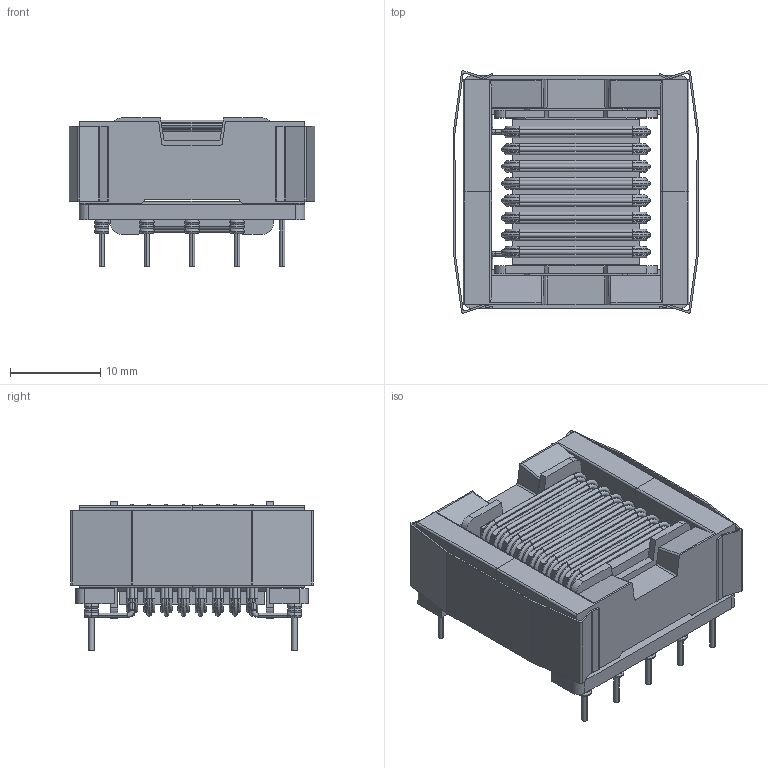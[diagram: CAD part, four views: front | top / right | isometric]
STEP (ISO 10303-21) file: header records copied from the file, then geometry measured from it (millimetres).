
FILE_DESCRIPTION((''),'2;1');
FILE_NAME('EDA-03282-V1-0_misc2.stp','2015-10-07T09:47:06',(''),(''),'Mechanical Desktop 2011','Mechanical Desktop 2011',', , ');
FILE_SCHEMA(('AUTOMOTIVE_DESIGN { 1 2 10303 214 1 1 1 1 }'));
Length unit declared in the file: millimetre
Products named in the file (1): Product
Bounding box: 27.18 x 26.87 x 16.4 mm (x, y, z)
Volume: 5203.8 mm3; surface area: 10177.2 mm2
Topology: 87 solids, 87 shells, 996 faces, 2702 edges, 1768 vertices
Faces by surface type: cylinder 378, torus 316, plane 216, bspline 86
Entity records: 35025 total; most frequent: CARTESIAN_POINT 8245, DIRECTION 6332, ORIENTED_EDGE 5404, AXIS2_PLACEMENT_3D 2719, EDGE_CURVE 2702, CIRCLE 1792, VERTEX_POINT 1768, EDGE_LOOP 1002
